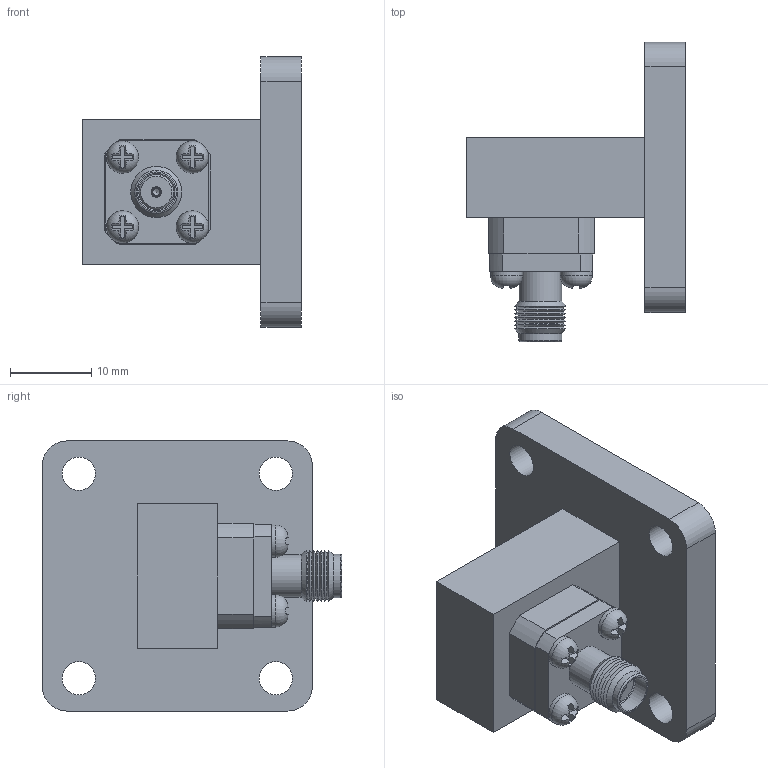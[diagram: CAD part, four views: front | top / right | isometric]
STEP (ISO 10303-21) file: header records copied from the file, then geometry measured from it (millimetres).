
FILE_DESCRIPTION (( 'STEP AP214' ), '1' );
FILE_NAME ('PEWCA1098_3D.STEP', '2020-05-20T15:06:04', ( '' ), ( '' ), 'SwSTEP 2.0', 'SolidWorks 2018', '' );
FILE_SCHEMA (( 'AUTOMOTIVE_DESIGN' ));
Length unit declared in the file: inch
Products named in the file (1): PEWCA1098_3D
Bounding box: 26.99 x 36.9 x 33.29 mm (x, y, z)
Volume: 7140.4 mm3; surface area: 6549.1 mm2
Topology: 1 solids, 1 shells, 155 faces, 384 edges, 248 vertices
Faces by surface type: plane 95, cylinder 35, cone 20, torus 5
Full cylindrical faces by diameter (mm): 1 x1, 1.3 x1, 2.121 x8, 3.962 x4, 4.096 x4, 4.3 x1, 4.6 x1, 5.257 x2, 5.338 x1
Entity records: 4324 total; most frequent: CARTESIAN_POINT 910, DIRECTION 682, ORIENTED_EDGE 634, EDGE_CURVE 317, AXIS2_PLACEMENT_3D 257, VERTEX_POINT 229, EDGE_LOOP 228, FACE_OUTER_BOUND 183
